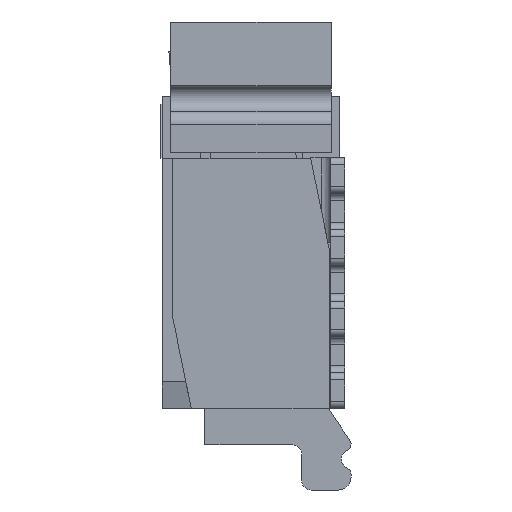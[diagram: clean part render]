
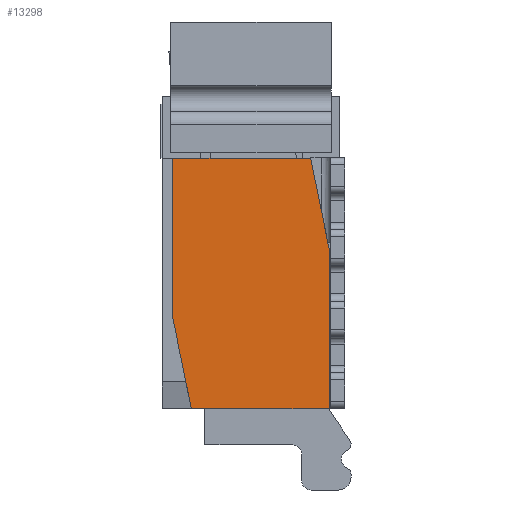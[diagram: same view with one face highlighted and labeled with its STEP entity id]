
A CAD part, left-side view. The second image highlights one B-rep face of the part: STEP entity #13298.
In plain terms, the highlighted planar face has unit normal (-1, 0, 0).
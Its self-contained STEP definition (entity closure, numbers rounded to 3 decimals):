
#62=DIRECTION('',(0.,1.,0.));
#63=VECTOR('',#62,1.93);
#64=CARTESIAN_POINT('',(-10.06,-0.835,-0.87));
#65=LINE('',#64,#63);
#1450=DIRECTION('',(0.,0.201,0.98));
#1451=VECTOR('',#1450,1.296);
#1452=CARTESIAN_POINT('',(-10.06,0.835,-4.37));
#1453=LINE('',#1452,#1451);
#1454=DIRECTION('',(0.,0.,-1.));
#1455=VECTOR('',#1454,2.23);
#1456=CARTESIAN_POINT('',(-10.06,1.095,-0.87));
#1457=LINE('',#1456,#1455);
#1458=DIRECTION('',(0.,-0.201,-0.98));
#1459=VECTOR('',#1458,1.296);
#1460=CARTESIAN_POINT('',(-10.06,-0.835,-0.87));
#1461=LINE('',#1460,#1459);
#1462=DIRECTION('',(0.,0.,-1.));
#1463=VECTOR('',#1462,2.23);
#1464=CARTESIAN_POINT('',(-10.06,-1.095,-2.14));
#1465=LINE('',#1464,#1463);
#1466=DIRECTION('',(0.,1.,0.));
#1467=VECTOR('',#1466,1.93);
#1468=CARTESIAN_POINT('',(-10.06,-1.095,-4.37));
#1469=LINE('',#1468,#1467);
#8859=CARTESIAN_POINT('',(-10.06,1.095,-0.87));
#8861=VERTEX_POINT('',#8859);
#8874=CARTESIAN_POINT('',(-10.06,-1.095,-4.37));
#8875=VERTEX_POINT('',#8874);
#9278=CARTESIAN_POINT('',(-10.06,0.835,-4.37));
#9279=CARTESIAN_POINT('',(-10.06,1.095,-3.1));
#9280=VERTEX_POINT('',#9278);
#9281=VERTEX_POINT('',#9279);
#9282=CARTESIAN_POINT('',(-10.06,-0.835,-0.87));
#9283=CARTESIAN_POINT('',(-10.06,-1.095,-2.14));
#9284=VERTEX_POINT('',#9282);
#9285=VERTEX_POINT('',#9283);
#13283=CARTESIAN_POINT('',(-10.06,-1.245,-4.37));
#13284=DIRECTION('',(-1.,0.,0.));
#13285=DIRECTION('',(0.,0.,1.));
#13286=AXIS2_PLACEMENT_3D('',#13283,#13284,#13285);
#13287=PLANE('',#13286);
#13289=ORIENTED_EDGE('',*,*,#13288,.T.);
#13291=ORIENTED_EDGE('',*,*,#13290,.F.);
#13292=ORIENTED_EDGE('',*,*,#11658,.F.);
#13293=ORIENTED_EDGE('',*,*,#13197,.T.);
#13294=ORIENTED_EDGE('',*,*,#13278,.T.);
#13295=ORIENTED_EDGE('',*,*,#11828,.T.);
#13296=EDGE_LOOP('',(#13289,#13291,#13292,#13293,#13294,#13295));
#13297=FACE_OUTER_BOUND('',#13296,.F.);
#11658=EDGE_CURVE('',#9284,#8861,#65,.T.);
#11828=EDGE_CURVE('',#8875,#9280,#1469,.T.);
#13197=EDGE_CURVE('',#9284,#9285,#1461,.T.);
#13278=EDGE_CURVE('',#9285,#8875,#1465,.T.);
#13288=EDGE_CURVE('',#9280,#9281,#1453,.T.);
#13290=EDGE_CURVE('',#8861,#9281,#1457,.T.);
#13298=ADVANCED_FACE('',(#13297),#13287,.T.);
